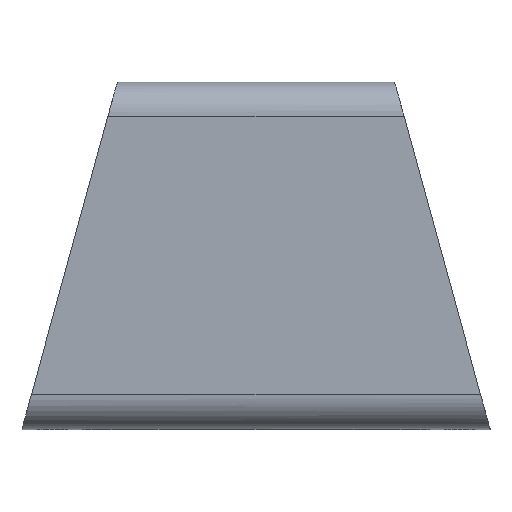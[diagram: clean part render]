
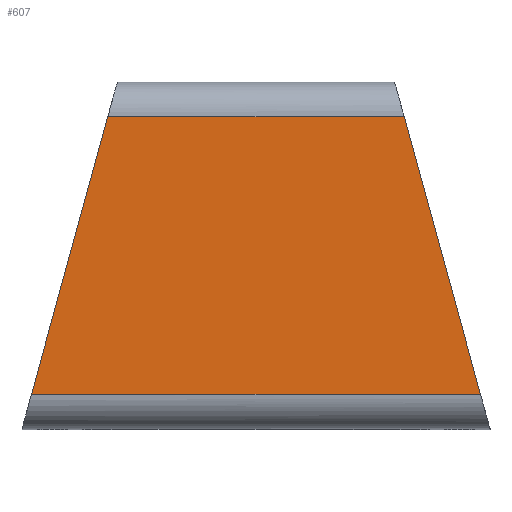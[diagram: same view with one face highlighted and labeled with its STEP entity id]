
A CAD part, top view. The second image highlights one B-rep face of the part: STEP entity #607.
In plain terms, the highlighted planar face has unit normal (0, 0, 1).
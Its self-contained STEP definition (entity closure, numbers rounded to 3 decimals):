
#51=PLANE('',#674);
#116=ORIENTED_EDGE('',*,*,#228,.T.);
#117=ORIENTED_EDGE('',*,*,#262,.T.);
#118=ORIENTED_EDGE('',*,*,#259,.F.);
#119=ORIENTED_EDGE('',*,*,#263,.T.);
#228=EDGE_CURVE('',#305,#304,#363,.T.);
#259=EDGE_CURVE('',#330,#331,#375,.T.);
#262=EDGE_CURVE('',#304,#331,#376,.T.);
#263=EDGE_CURVE('',#330,#305,#377,.T.);
#304=VERTEX_POINT('',#913);
#305=VERTEX_POINT('',#915);
#330=VERTEX_POINT('',#977);
#331=VERTEX_POINT('',#978);
#363=LINE('',#914,#395);
#375=LINE('',#976,#407);
#376=LINE('',#982,#408);
#377=LINE('',#983,#409);
#395=VECTOR('',#728,1000.);
#407=VECTOR('',#790,1000.);
#408=VECTOR('',#797,1000.);
#409=VECTOR('',#798,1000.);
#447=EDGE_LOOP('',(#116,#117,#118,#119));
#523=FACE_BOUND('',#447,.T.);
#607=ADVANCED_FACE('',(#523),#51,.F.);
#674=AXIS2_PLACEMENT_3D('',#981,#795,#796);
#728=DIRECTION('',(-1.,0.,0.));
#790=DIRECTION('',(-1.,0.,0.));
#795=DIRECTION('',(0.,0.,-1.));
#796=DIRECTION('',(-1.,0.,0.));
#797=DIRECTION('',(-0.265,-0.964,0.));
#798=DIRECTION('',(-0.265,0.964,0.));
#913=CARTESIAN_POINT('',(-85.5,180.,200.));
#914=CARTESIAN_POINT('',(135.,180.,200.));
#915=CARTESIAN_POINT('',(85.5,180.,200.));
#976=CARTESIAN_POINT('',(135.,20.,200.));
#977=CARTESIAN_POINT('',(129.5,20.,200.));
#978=CARTESIAN_POINT('',(-129.5,20.,200.));
#981=CARTESIAN_POINT('',(135.,180.,200.));
#982=CARTESIAN_POINT('',(-80.,200.,200.));
#983=CARTESIAN_POINT('',(135.,0.,200.));
